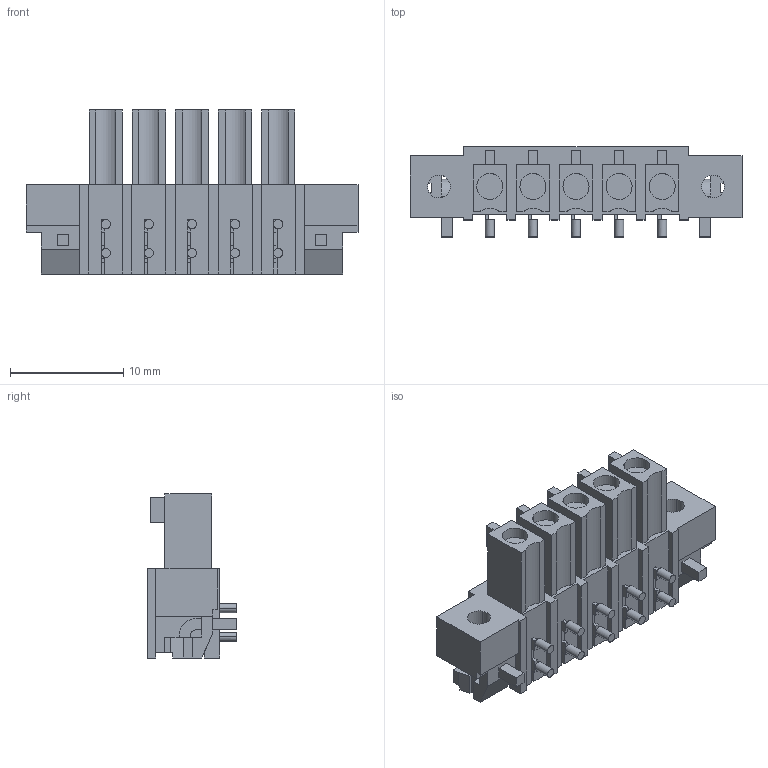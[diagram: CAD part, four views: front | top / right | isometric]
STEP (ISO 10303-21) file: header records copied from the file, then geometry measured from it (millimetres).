
FILE_DESCRIPTION(('CATIA V5 STEP Exchange'),'2;1');
FILE_NAME ('D1447080_0_1028750000_1028750000.stp','2016-12-08T12:10:06+00:00',('none'),('Weidmueller'),'CATIA Version 5-6 Release 2014','CATIA V5 STEP AP203','none');
FILE_SCHEMA(('CONFIG_CONTROL_DESIGN'));
Length unit declared in the file: millimetre
Products named in the file (1): 1028750000_S
Bounding box: 29.35 x 7.95 x 14.5 mm (x, y, z)
Volume: 1488.7 mm3; surface area: 1841.8 mm2
Topology: 8 solids, 8 shells, 403 faces, 1056 edges, 692 vertices
Faces by surface type: plane 350, cylinder 53
Entity records: 11283 total; most frequent: ORIENTED_EDGE 2112, CARTESIAN_POINT 2083, DIRECTION 1476, EDGE_CURVE 1056, VECTOR 899, LINE 899, VERTEX_POINT 692, EDGE_LOOP 434
